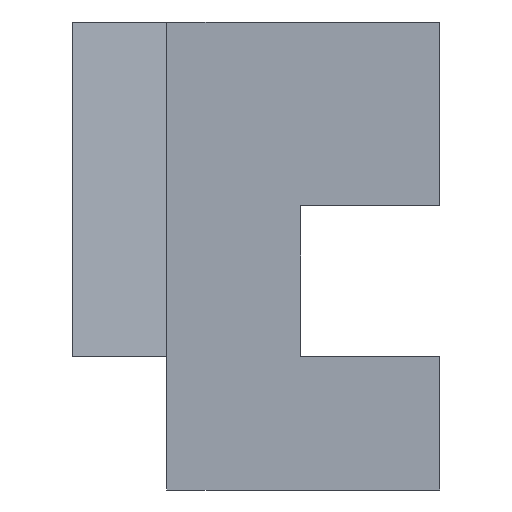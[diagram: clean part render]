
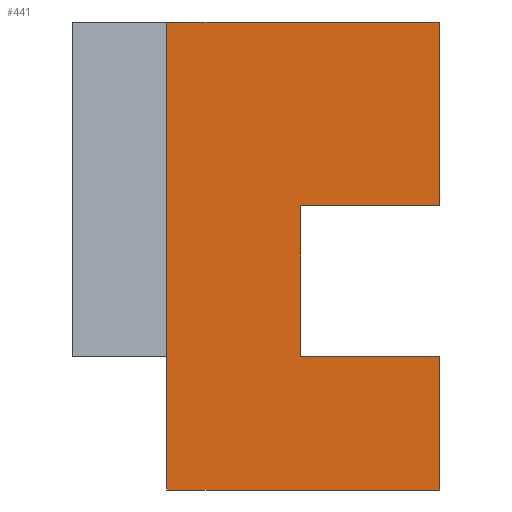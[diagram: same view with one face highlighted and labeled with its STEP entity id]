
A CAD part, left-side view. The second image highlights one B-rep face of the part: STEP entity #441.
In plain terms, the highlighted planar face has unit normal (-1, 0, 0).
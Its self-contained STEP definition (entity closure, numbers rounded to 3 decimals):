
#70=CARTESIAN_POINT('Vertex',(-33.5,-24.5,25.5)) ;
#73=CARTESIAN_POINT('Line Origine',(-33.5,-18.25,25.5)) ;
#77=CARTESIAN_POINT('Vertex',(-33.5,-12.,25.5)) ;
#193=CARTESIAN_POINT('Vertex',(-33.5,0.,0.)) ;
#196=CARTESIAN_POINT('Line Origine',(-33.5,0.,21.)) ;
#200=CARTESIAN_POINT('Vertex',(-33.5,0.,42.)) ;
#231=CARTESIAN_POINT('Line Origine',(-33.5,-12.25,0.)) ;
#235=CARTESIAN_POINT('Vertex',(-33.5,-24.5,0.)) ;
#273=CARTESIAN_POINT('Vertex',(-33.5,-24.5,12.)) ;
#276=CARTESIAN_POINT('Line Origine',(-33.5,-24.5,6.)) ;
#299=CARTESIAN_POINT('Vertex',(-33.5,-24.5,42.)) ;
#317=CARTESIAN_POINT('Line Origine',(-33.5,-12.25,42.)) ;
#344=CARTESIAN_POINT('Vertex',(-33.5,-12.,12.)) ;
#347=CARTESIAN_POINT('Line Origine',(-33.5,-18.25,12.)) ;
#364=CARTESIAN_POINT('Line Origine',(-33.5,-24.5,33.75)) ;
#381=CARTESIAN_POINT('Line Origine',(-33.5,-12.,18.75)) ;
#426=CARTESIAN_POINT('Axis2P3D Location',(-33.5,-24.5,0.)) ;
#74=DIRECTION('Vector Direction',(0.,1.,0.)) ;
#197=DIRECTION('Vector Direction',(0.,0.,1.)) ;
#232=DIRECTION('Vector Direction',(0.,1.,0.)) ;
#277=DIRECTION('Vector Direction',(0.,0.,1.)) ;
#318=DIRECTION('Vector Direction',(0.,1.,0.)) ;
#348=DIRECTION('Vector Direction',(0.,1.,0.)) ;
#365=DIRECTION('Vector Direction',(0.,0.,1.)) ;
#382=DIRECTION('Vector Direction',(0.,0.,-1.)) ;
#427=DIRECTION('Axis2P3D Direction',(1.,0.,0.)) ;
#428=DIRECTION('Axis2P3D XDirection',(0.,1.,0.)) ;
#429=AXIS2_PLACEMENT_3D('Plane Axis2P3D',#426,#427,#428) ;
#432=ORIENTED_EDGE('',*,*,#351,.T.) ;
#433=ORIENTED_EDGE('',*,*,#385,.F.) ;
#434=ORIENTED_EDGE('',*,*,#79,.F.) ;
#435=ORIENTED_EDGE('',*,*,#368,.T.) ;
#436=ORIENTED_EDGE('',*,*,#321,.T.) ;
#437=ORIENTED_EDGE('',*,*,#202,.F.) ;
#438=ORIENTED_EDGE('',*,*,#237,.F.) ;
#439=ORIENTED_EDGE('',*,*,#280,.T.) ;
#75=VECTOR('Line Direction',#74,1.) ;
#198=VECTOR('Line Direction',#197,1.) ;
#233=VECTOR('Line Direction',#232,1.) ;
#278=VECTOR('Line Direction',#277,1.) ;
#319=VECTOR('Line Direction',#318,1.) ;
#349=VECTOR('Line Direction',#348,1.) ;
#366=VECTOR('Line Direction',#365,1.) ;
#383=VECTOR('Line Direction',#382,1.) ;
#441=ADVANCED_FACE('Corps principal',(#440),#430,.F.) ;
#79=EDGE_CURVE('',#71,#78,#76,.T.) ;
#202=EDGE_CURVE('',#194,#201,#199,.T.) ;
#237=EDGE_CURVE('',#236,#194,#234,.T.) ;
#280=EDGE_CURVE('',#236,#274,#279,.T.) ;
#321=EDGE_CURVE('',#300,#201,#320,.T.) ;
#351=EDGE_CURVE('',#274,#345,#350,.T.) ;
#368=EDGE_CURVE('',#71,#300,#367,.T.) ;
#385=EDGE_CURVE('',#78,#345,#384,.T.) ;
#431=EDGE_LOOP('',(#432,#433,#434,#435,#436,#437,#438,#439)) ;
#440=FACE_OUTER_BOUND('',#431,.T.) ;
#76=LINE('Line',#73,#75) ;
#199=LINE('Line',#196,#198) ;
#234=LINE('Line',#231,#233) ;
#279=LINE('Line',#276,#278) ;
#320=LINE('Line',#317,#319) ;
#350=LINE('Line',#347,#349) ;
#367=LINE('Line',#364,#366) ;
#384=LINE('Line',#381,#383) ;
#430=PLANE('Plane',#429) ;
#71=VERTEX_POINT('',#70) ;
#78=VERTEX_POINT('',#77) ;
#194=VERTEX_POINT('',#193) ;
#201=VERTEX_POINT('',#200) ;
#236=VERTEX_POINT('',#235) ;
#274=VERTEX_POINT('',#273) ;
#300=VERTEX_POINT('',#299) ;
#345=VERTEX_POINT('',#344) ;
